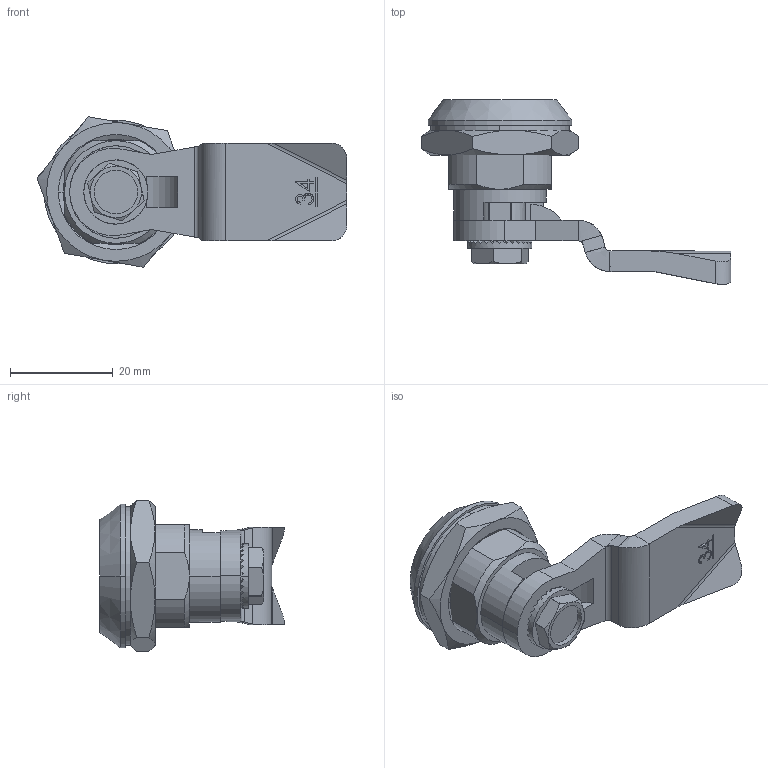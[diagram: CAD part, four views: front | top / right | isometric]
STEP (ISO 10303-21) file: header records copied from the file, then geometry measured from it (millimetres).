
FILE_DESCRIPTION (( 'STEP AP214' ), '1' );
FILE_NAME ('060.4.0.38.34.STEP', '2022-06-28T08:54:42', ( '' ), ( '' ), 'SwSTEP 2.0', 'SolidWorks 2021', '' );
FILE_SCHEMA (( 'AUTOMOTIVE_DESIGN' ));
Length unit declared in the file: millimetre
Products named in the file (6): TOPLUGÖBEK_8mm š‡gen; Toplu Dil_34; 34 D尳; 060.4.0.00.00; 060.4.0.38.34; 20101114-8 mm ﾜ軾en_20101114 - D婆［
Assembly tree (5 placements, depth 3):
  060.4.0.38.34
    060.4.0.00.00
    TOPLUGÖBEK_8mm š‡gen
      20101114-8 mm ﾜ軾en_20101114 - D婆［
    Toplu Dil_34
      34 D尳
Bounding box: 60.35 x 36 x 29.3 mm (x, y, z)
Volume: 12941.4 mm3; surface area: 10243.3 mm2
Topology: 8 solids, 8 shells, 408 faces, 1084 edges, 695 vertices
Faces by surface type: plane 243, cylinder 76, cone 47, bspline 32, sphere 6, torus 4
Entity records: 16250 total; most frequent: CARTESIAN_POINT 3644, ORIENTED_EDGE 2156, DIRECTION 1825, EDGE_CURVE 1078, VERTEX_POINT 695, AXIS2_PLACEMENT_3D 628, LINE 569, VECTOR 569
